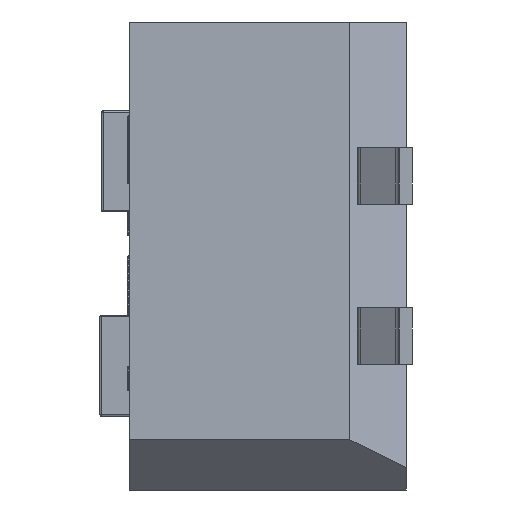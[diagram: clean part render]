
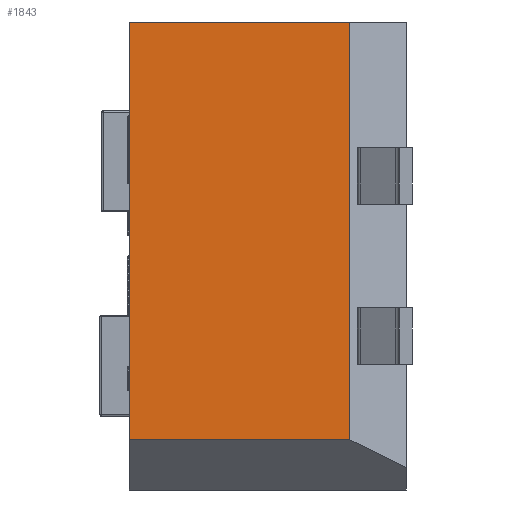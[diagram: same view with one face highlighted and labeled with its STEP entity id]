
A CAD part, left-side view. The second image highlights one B-rep face of the part: STEP entity #1843.
In plain terms, the highlighted planar face has unit normal (-1, 0, 0).
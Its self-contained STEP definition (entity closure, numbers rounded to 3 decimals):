
#15 = EDGE_CURVE ( 'NONE', #3003, #5014, #1349, .T. ) ;
#152 = CARTESIAN_POINT ( 'NONE',  ( -2.901, -0.872, 1.855 ) ) ;
#257 = VECTOR ( 'NONE', #3225, 1000. ) ;
#351 = EDGE_CURVE ( 'NONE', #5014, #3017, #4829, .T. ) ;
#409 = CARTESIAN_POINT ( 'NONE',  ( -2.901, -0.872, -1.855 ) ) ;
#413 = DIRECTION ( 'NONE',  ( 0., -1., 0. ) ) ;
#552 = ORIENTED_EDGE ( 'NONE', *, *, #15, .F. ) ;
#686 = CARTESIAN_POINT ( 'NONE',  ( -2.901, -0.872, 1.855 ) ) ;
#720 = CARTESIAN_POINT ( 'NONE',  ( -2.901, 0.872, -1.855 ) ) ;
#817 = PLANE ( 'NONE',  #1248 ) ;
#1248 = AXIS2_PLACEMENT_3D ( 'NONE', #5180, #4683, #5594 ) ;
#1311 = LINE ( 'NONE', #409, #257 ) ;
#1349 = LINE ( 'NONE', #720, #5305 ) ;
#1790 = FACE_OUTER_BOUND ( 'NONE', #5358, .T. ) ;
#1843 = ADVANCED_FACE ( 'NONE', ( #1790 ), #817, .T. ) ;
#1856 = EDGE_CURVE ( 'NONE', #5177, #3017, #1311, .T. ) ;
#2007 = CARTESIAN_POINT ( 'NONE',  ( -2.901, 0.872, -1.455 ) ) ;
#2141 = CARTESIAN_POINT ( 'NONE',  ( -2.901, 0.872, 1.855 ) ) ;
#2185 = ORIENTED_EDGE ( 'NONE', *, *, #5928, .T. ) ;
#2306 = CARTESIAN_POINT ( 'NONE',  ( -2.901, -0.872, -1.455 ) ) ;
#2612 = ORIENTED_EDGE ( 'NONE', *, *, #351, .F. ) ;
#3003 = VERTEX_POINT ( 'NONE', #2007 ) ;
#3017 = VERTEX_POINT ( 'NONE', #152 ) ;
#3225 = DIRECTION ( 'NONE',  ( 0., 0., 1. ) ) ;
#3760 = VECTOR ( 'NONE', #413, 1000. ) ;
#3842 = ORIENTED_EDGE ( 'NONE', *, *, #1856, .T. ) ;
#4469 = DIRECTION ( 'NONE',  ( 0., -1., 0. ) ) ;
#4615 = VECTOR ( 'NONE', #4469, 1000. ) ;
#4683 = DIRECTION ( 'NONE',  ( -1., 0., 0. ) ) ;
#4829 = LINE ( 'NONE', #686, #4615 ) ;
#5014 = VERTEX_POINT ( 'NONE', #2141 ) ;
#5177 = VERTEX_POINT ( 'NONE', #2306 ) ;
#5180 = CARTESIAN_POINT ( 'NONE',  ( -2.901, -0.872, -1.855 ) ) ;
#5305 = VECTOR ( 'NONE', #5378, 1000. ) ;
#5358 = EDGE_LOOP ( 'NONE', ( #552, #2185, #3842, #2612 ) ) ;
#5378 = DIRECTION ( 'NONE',  ( 0., 0., 1. ) ) ;
#5594 = DIRECTION ( 'NONE',  ( 0., 0., 1. ) ) ;
#5628 = LINE ( 'NONE', #6035, #3760 ) ;
#5928 = EDGE_CURVE ( 'NONE', #3003, #5177, #5628, .T. ) ;
#6035 = CARTESIAN_POINT ( 'NONE',  ( -2.901, -0.872, -1.455 ) ) ;
